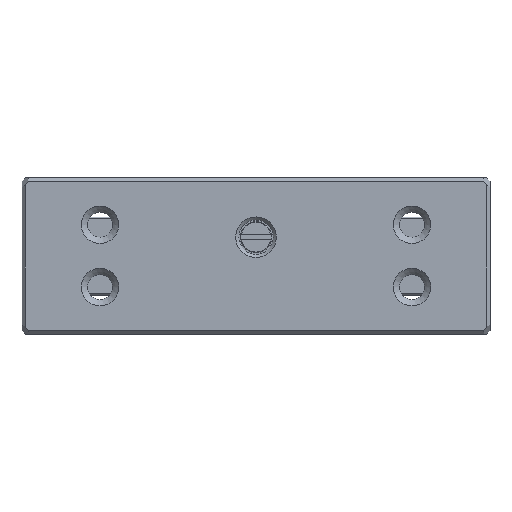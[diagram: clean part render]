
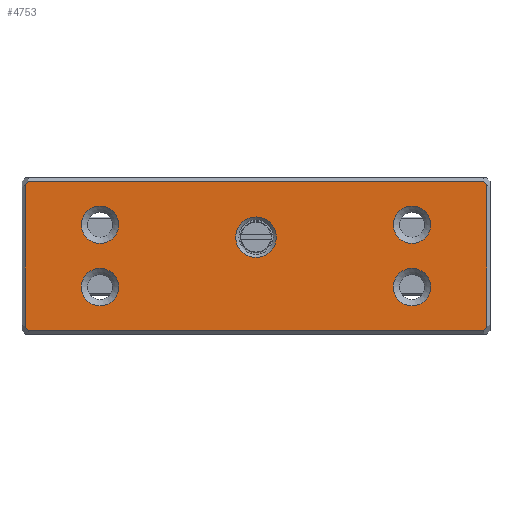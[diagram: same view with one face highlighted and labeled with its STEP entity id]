
A CAD part, top view. The second image highlights one B-rep face of the part: STEP entity #4753.
In plain terms, the highlighted planar face has unit normal (0, 0, 1).
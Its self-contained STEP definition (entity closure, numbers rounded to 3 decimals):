
#4310=FACE_BOUND('',#7876,.T.);
#4311=FACE_BOUND('',#7877,.T.);
#4312=FACE_BOUND('',#7878,.T.);
#4313=FACE_BOUND('',#7879,.T.);
#4314=FACE_BOUND('',#7880,.T.);
#4315=FACE_BOUND('',#7881,.T.);
#4413=CIRCLE('',#25787,1.3);
#4414=CIRCLE('',#25788,1.2);
#4415=CIRCLE('',#25789,1.2);
#4416=CIRCLE('',#25790,1.2);
#4417=CIRCLE('',#25791,1.2);
#4753=ADVANCED_FACE('',(#4310,#4311,#4312,#4313,#4314,#4315),#5842,.F.);
#5842=PLANE('',#25792);
#7876=EDGE_LOOP('',(#11312));
#7877=EDGE_LOOP('',(#11313));
#7878=EDGE_LOOP('',(#11314));
#7879=EDGE_LOOP('',(#11315));
#7880=EDGE_LOOP('',(#11316));
#7881=EDGE_LOOP('',(#11317,#11318,#11319,#11320,#11321,#11322,#11323,#11324));
#11312=ORIENTED_EDGE('',*,*,#18665,.T.);
#11313=ORIENTED_EDGE('',*,*,#18666,.T.);
#11314=ORIENTED_EDGE('',*,*,#18667,.T.);
#11315=ORIENTED_EDGE('',*,*,#18668,.T.);
#11316=ORIENTED_EDGE('',*,*,#18669,.T.);
#11317=ORIENTED_EDGE('',*,*,#18670,.T.);
#11318=ORIENTED_EDGE('',*,*,#18671,.T.);
#11319=ORIENTED_EDGE('',*,*,#18672,.T.);
#11320=ORIENTED_EDGE('',*,*,#18673,.T.);
#11321=ORIENTED_EDGE('',*,*,#18674,.T.);
#11322=ORIENTED_EDGE('',*,*,#18675,.T.);
#11323=ORIENTED_EDGE('',*,*,#18676,.T.);
#11324=ORIENTED_EDGE('',*,*,#18677,.T.);
#16378=VERTEX_POINT('',#34551);
#16379=VERTEX_POINT('',#34553);
#16380=VERTEX_POINT('',#34555);
#16381=VERTEX_POINT('',#34557);
#16382=VERTEX_POINT('',#34559);
#16383=VERTEX_POINT('',#34561);
#16384=VERTEX_POINT('',#34562);
#16385=VERTEX_POINT('',#34564);
#16386=VERTEX_POINT('',#34566);
#16387=VERTEX_POINT('',#34568);
#16388=VERTEX_POINT('',#34570);
#16389=VERTEX_POINT('',#34572);
#16390=VERTEX_POINT('',#34574);
#18665=EDGE_CURVE('',#16378,#16378,#4413,.T.);
#18666=EDGE_CURVE('',#16379,#16379,#4414,.T.);
#18667=EDGE_CURVE('',#16380,#16380,#4415,.T.);
#18668=EDGE_CURVE('',#16381,#16381,#4416,.T.);
#18669=EDGE_CURVE('',#16382,#16382,#4417,.T.);
#18670=EDGE_CURVE('',#16383,#16384,#21495,.T.);
#18671=EDGE_CURVE('',#16384,#16385,#21496,.T.);
#18672=EDGE_CURVE('',#16385,#16386,#21497,.T.);
#18673=EDGE_CURVE('',#16386,#16387,#21498,.T.);
#18674=EDGE_CURVE('',#16387,#16388,#21499,.T.);
#18675=EDGE_CURVE('',#16388,#16389,#21500,.T.);
#18676=EDGE_CURVE('',#16389,#16390,#21501,.T.);
#18677=EDGE_CURVE('',#16390,#16383,#21502,.T.);
#21495=LINE('',#34560,#24099);
#21496=LINE('',#34563,#24100);
#21497=LINE('',#34565,#24101);
#21498=LINE('',#34567,#24102);
#21499=LINE('',#34569,#24103);
#21500=LINE('',#34571,#24104);
#21501=LINE('',#34573,#24105);
#21502=LINE('',#34575,#24106);
#24099=VECTOR('',#28443,1.);
#24100=VECTOR('',#28444,1.);
#24101=VECTOR('',#28445,1.);
#24102=VECTOR('',#28446,1.);
#24103=VECTOR('',#28447,1.);
#24104=VECTOR('',#28448,1.);
#24105=VECTOR('',#28449,1.);
#24106=VECTOR('',#28450,1.);
#25787=AXIS2_PLACEMENT_3D('',#34550,#28433,#28434);
#25788=AXIS2_PLACEMENT_3D('',#34552,#28435,#28436);
#25789=AXIS2_PLACEMENT_3D('',#34554,#28437,#28438);
#25790=AXIS2_PLACEMENT_3D('',#34556,#28439,#28440);
#25791=AXIS2_PLACEMENT_3D('',#34558,#28441,#28442);
#25792=AXIS2_PLACEMENT_3D('',#34576,#28451,#28452);
#28433=DIRECTION('',(0.,0.,-1.));
#28434=DIRECTION('',(-1.,0.,0.));
#28435=DIRECTION('',(0.,0.,-1.));
#28436=DIRECTION('',(-1.,0.,0.));
#28437=DIRECTION('',(0.,0.,-1.));
#28438=DIRECTION('',(-1.,0.,0.));
#28439=DIRECTION('',(0.,0.,-1.));
#28440=DIRECTION('',(-1.,0.,0.));
#28441=DIRECTION('',(0.,0.,-1.));
#28442=DIRECTION('',(-1.,0.,0.));
#28443=DIRECTION('',(-0.577,-0.816,0.));
#28444=DIRECTION('',(0.,-1.,0.));
#28445=DIRECTION('',(0.577,-0.816,0.));
#28446=DIRECTION('',(1.,0.,0.));
#28447=DIRECTION('',(0.577,0.816,0.));
#28448=DIRECTION('',(0.,1.,0.));
#28449=DIRECTION('',(-0.577,0.816,0.));
#28450=DIRECTION('',(-1.,0.,0.));
#28451=DIRECTION('',(0.,0.,-1.));
#28452=DIRECTION('',(1.,0.,0.));
#34550=CARTESIAN_POINT('',(0.,1.2,6.));
#34551=CARTESIAN_POINT('',(-1.3,1.2,6.));
#34552=CARTESIAN_POINT('',(10.,2.,6.));
#34553=CARTESIAN_POINT('',(8.8,2.,6.));
#34554=CARTESIAN_POINT('',(10.,-2.,6.));
#34555=CARTESIAN_POINT('',(8.8,-2.,6.));
#34556=CARTESIAN_POINT('',(-10.,2.,6.));
#34557=CARTESIAN_POINT('',(-11.2,2.,6.));
#34558=CARTESIAN_POINT('',(-10.,-2.,6.));
#34559=CARTESIAN_POINT('',(-11.2,-2.,6.));
#34560=CARTESIAN_POINT('',(-14.584,4.823,6.));
#34561=CARTESIAN_POINT('',(-14.6,4.8,6.));
#34562=CARTESIAN_POINT('',(-14.8,4.517,6.));
#34563=CARTESIAN_POINT('',(-14.8,5.,6.));
#34564=CARTESIAN_POINT('',(-14.8,-4.517,6.));
#34565=CARTESIAN_POINT('',(-14.584,-4.823,6.));
#34566=CARTESIAN_POINT('',(-14.6,-4.8,6.));
#34567=CARTESIAN_POINT('',(15.,-4.8,6.));
#34568=CARTESIAN_POINT('',(14.6,-4.8,6.));
#34569=CARTESIAN_POINT('',(14.584,-4.823,6.));
#34570=CARTESIAN_POINT('',(14.8,-4.517,6.));
#34571=CARTESIAN_POINT('',(14.8,4.234,6.));
#34572=CARTESIAN_POINT('',(14.8,4.517,6.));
#34573=CARTESIAN_POINT('',(14.584,4.823,6.));
#34574=CARTESIAN_POINT('',(14.6,4.8,6.));
#34575=CARTESIAN_POINT('',(15.,4.8,6.));
#34576=CARTESIAN_POINT('',(15.,5.,6.));
